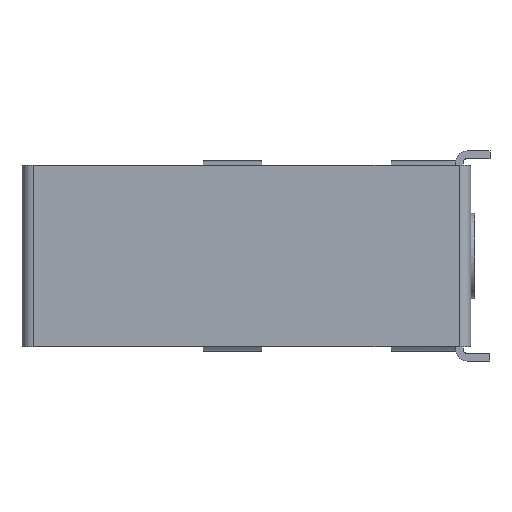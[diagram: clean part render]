
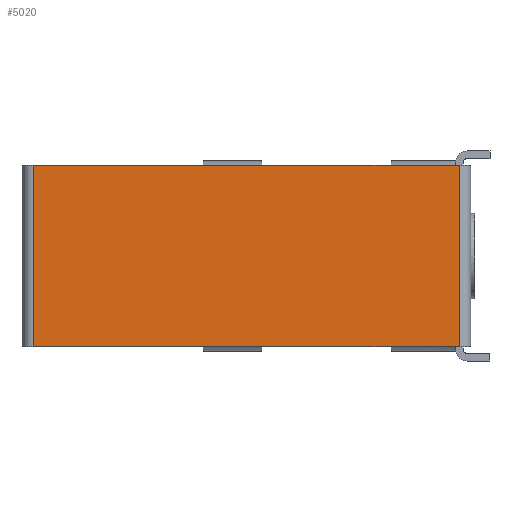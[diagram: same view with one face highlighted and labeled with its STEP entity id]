
A CAD part, left-side view. The second image highlights one B-rep face of the part: STEP entity #5020.
In plain terms, the highlighted planar face has unit normal (-1, 0.021, 0).
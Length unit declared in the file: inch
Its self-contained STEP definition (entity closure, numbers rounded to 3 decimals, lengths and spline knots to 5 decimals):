
#216 = VECTOR ( 'NONE', #4890, 39.37008 ) ;
#558 = VECTOR ( 'NONE', #4833, 39.37008 ) ;
#944 = ORIENTED_EDGE ( 'NONE', *, *, #1376, .T. ) ;
#1376 = EDGE_CURVE ( 'NONE', #5253, #1599, #5288, .T. ) ;
#1433 = CARTESIAN_POINT ( 'NONE',  ( -1.31562, 5.72819, -1.1875 ) ) ;
#1497 = CARTESIAN_POINT ( 'NONE',  ( -1.31562, 5.72819, 1.1875 ) ) ;
#1599 = VERTEX_POINT ( 'NONE', #3507 ) ;
#1747 = LINE ( 'NONE', #5780, #2536 ) ;
#1760 = LINE ( 'NONE', #5705, #558 ) ;
#2536 = VECTOR ( 'NONE', #4006, 39.37008 ) ;
#2728 = DIRECTION ( 'NONE',  ( 0.021, 1., 0. ) ) ;
#2747 = CARTESIAN_POINT ( 'NONE',  ( -1.43424, 0.15319, 1.1875 ) ) ;
#2948 = LINE ( 'NONE', #5323, #216 ) ;
#3223 = DIRECTION ( 'NONE',  ( 1., -0.021, 0. ) ) ;
#3507 = CARTESIAN_POINT ( 'NONE',  ( -1.43424, 0.15319, -1.1875 ) ) ;
#4004 = ORIENTED_EDGE ( 'NONE', *, *, #4351, .F. ) ;
#4006 = DIRECTION ( 'NONE',  ( 0., 0., -1. ) ) ;
#4089 = EDGE_LOOP ( 'NONE', ( #4004, #5728, #944, #4136 ) ) ;
#4136 = ORIENTED_EDGE ( 'NONE', *, *, #4158, .T. ) ;
#4144 = PLANE ( 'NONE',  #5614 ) ;
#4158 = EDGE_CURVE ( 'NONE', #1599, #4970, #1760, .T. ) ;
#4351 = EDGE_CURVE ( 'NONE', #5480, #4970, #2948, .T. ) ;
#4464 = EDGE_CURVE ( 'NONE', #5480, #5253, #1747, .T. ) ;
#4587 = CARTESIAN_POINT ( 'NONE',  ( -1.3125, 5.875, 1.1875 ) ) ;
#4691 = CARTESIAN_POINT ( 'NONE',  ( -1.3125, 5.875, -1.1875 ) ) ;
#4768 = DIRECTION ( 'NONE',  ( -0.021, -1., 0. ) ) ;
#4801 = VECTOR ( 'NONE', #4768, 39.37008 ) ;
#4833 = DIRECTION ( 'NONE',  ( 0., 0., 1. ) ) ;
#4890 = DIRECTION ( 'NONE',  ( -0.021, -1., 0. ) ) ;
#4970 = VERTEX_POINT ( 'NONE', #2747 ) ;
#5020 = ADVANCED_FACE ( 'NONE', ( #5268 ), #4144, .F. ) ;
#5253 = VERTEX_POINT ( 'NONE', #1433 ) ;
#5268 = FACE_OUTER_BOUND ( 'NONE', #4089, .T. ) ;
#5288 = LINE ( 'NONE', #4691, #4801 ) ;
#5323 = CARTESIAN_POINT ( 'NONE',  ( -1.3125, 5.875, 1.1875 ) ) ;
#5480 = VERTEX_POINT ( 'NONE', #1497 ) ;
#5614 = AXIS2_PLACEMENT_3D ( 'NONE', #4587, #3223, #2728 ) ;
#5705 = CARTESIAN_POINT ( 'NONE',  ( -1.43424, 0.15319, 1.1875 ) ) ;
#5728 = ORIENTED_EDGE ( 'NONE', *, *, #4464, .T. ) ;
#5780 = CARTESIAN_POINT ( 'NONE',  ( -1.31562, 5.72819, 1.1875 ) ) ;
